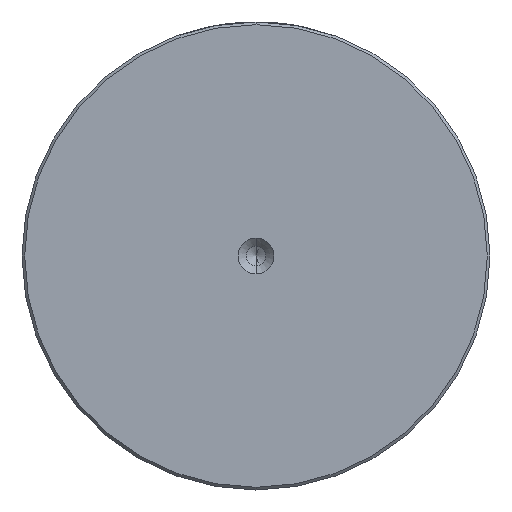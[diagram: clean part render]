
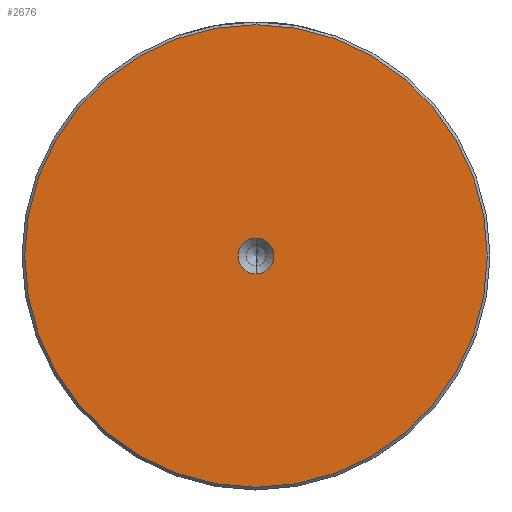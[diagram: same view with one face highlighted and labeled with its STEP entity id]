
A CAD part, left-side view. The second image highlights one B-rep face of the part: STEP entity #2676.
In plain terms, the highlighted planar face has unit normal (-1, 0, 0).
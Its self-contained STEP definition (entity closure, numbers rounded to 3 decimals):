
#159 = VERTEX_POINT ( 'NONE', #3358 ) ;
#169 = PLANE ( 'NONE',  #2617 ) ;
#297 = EDGE_CURVE ( 'NONE', #800, #159, #476, .T. ) ;
#359 = CARTESIAN_POINT ( 'NONE',  ( 0., 0., -3.3 ) ) ;
#476 = CIRCLE ( 'NONE', #2570, 42.5 ) ;
#576 = ORIENTED_EDGE ( 'NONE', *, *, #2541, .F. ) ;
#698 = DIRECTION ( 'NONE',  ( -1., 0., 0. ) ) ;
#727 = ORIENTED_EDGE ( 'NONE', *, *, #297, .T. ) ;
#800 = VERTEX_POINT ( 'NONE', #2929 ) ;
#875 = FACE_BOUND ( 'NONE', #3102, .T. ) ;
#981 = ORIENTED_EDGE ( 'NONE', *, *, #2569, .F. ) ;
#1042 = AXIS2_PLACEMENT_3D ( 'NONE', #1427, #3266, #1683 ) ;
#1166 = CARTESIAN_POINT ( 'NONE',  ( 0., 0., 0. ) ) ;
#1221 = FACE_OUTER_BOUND ( 'NONE', #2529, .T. ) ;
#1229 = EDGE_CURVE ( 'NONE', #159, #800, #1942, .T. ) ;
#1262 = VERTEX_POINT ( 'NONE', #2088 ) ;
#1403 = AXIS2_PLACEMENT_3D ( 'NONE', #1166, #3008, #1435 ) ;
#1427 = CARTESIAN_POINT ( 'NONE',  ( 0., 0., 0. ) ) ;
#1435 = DIRECTION ( 'NONE',  ( 0., 0., 1. ) ) ;
#1544 = CARTESIAN_POINT ( 'NONE',  ( 0., 0., 0. ) ) ;
#1683 = DIRECTION ( 'NONE',  ( 0., 0., 1. ) ) ;
#1771 = DIRECTION ( 'NONE',  ( -1., 0., 0. ) ) ;
#1782 = DIRECTION ( 'NONE',  ( 0., 0., 1. ) ) ;
#1812 = DIRECTION ( 'NONE',  ( 0., 0., 1. ) ) ;
#1942 = CIRCLE ( 'NONE', #2771, 42.5 ) ;
#2013 = CIRCLE ( 'NONE', #1403, 3.3 ) ;
#2046 = CARTESIAN_POINT ( 'NONE',  ( 0., 0., 0. ) ) ;
#2088 = CARTESIAN_POINT ( 'NONE',  ( 0., 0., 3.3 ) ) ;
#2227 = VERTEX_POINT ( 'NONE', #359 ) ;
#2509 = DIRECTION ( 'NONE',  ( 0., 0., 1. ) ) ;
#2529 = EDGE_LOOP ( 'NONE', ( #727, #2756 ) ) ;
#2541 = EDGE_CURVE ( 'NONE', #2227, #1262, #2713, .T. ) ;
#2569 = EDGE_CURVE ( 'NONE', #1262, #2227, #2013, .T. ) ;
#2570 = AXIS2_PLACEMENT_3D ( 'NONE', #2046, #1771, #1782 ) ;
#2617 = AXIS2_PLACEMENT_3D ( 'NONE', #3028, #698, #2509 ) ;
#2676 = ADVANCED_FACE ( 'NONE', ( #1221, #875 ), #169, .T. ) ;
#2713 = CIRCLE ( 'NONE', #1042, 3.3 ) ;
#2756 = ORIENTED_EDGE ( 'NONE', *, *, #1229, .T. ) ;
#2771 = AXIS2_PLACEMENT_3D ( 'NONE', #1544, #3384, #1812 ) ;
#2929 = CARTESIAN_POINT ( 'NONE',  ( 0., 0., -42.5 ) ) ;
#3008 = DIRECTION ( 'NONE',  ( -1., 0., 0. ) ) ;
#3028 = CARTESIAN_POINT ( 'NONE',  ( 0., 0., 0. ) ) ;
#3102 = EDGE_LOOP ( 'NONE', ( #981, #576 ) ) ;
#3266 = DIRECTION ( 'NONE',  ( -1., 0., 0. ) ) ;
#3358 = CARTESIAN_POINT ( 'NONE',  ( 0., 0., 42.5 ) ) ;
#3384 = DIRECTION ( 'NONE',  ( -1., 0., 0. ) ) ;
